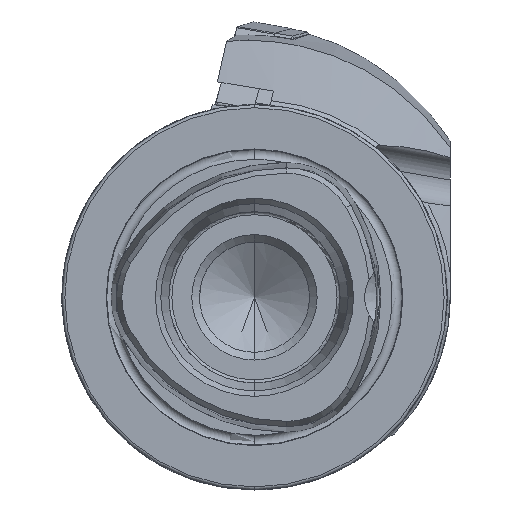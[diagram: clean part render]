
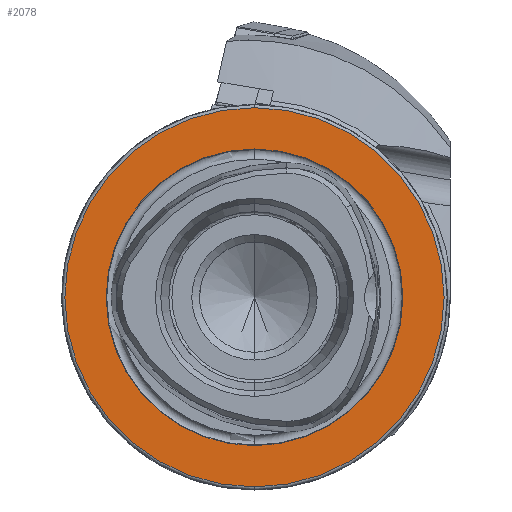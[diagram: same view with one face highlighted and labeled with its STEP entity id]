
A CAD part, left-side view. The second image highlights one B-rep face of the part: STEP entity #2078.
In plain terms, the highlighted planar face has unit normal (-1, 0, 0).
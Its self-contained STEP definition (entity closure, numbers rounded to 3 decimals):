
#269 = CIRCLE ( 'NONE', #8838, 24.25 ) ;
#276 = CIRCLE ( 'NONE', #8841, 31. ) ;
#1443 = EDGE_LOOP ( 'NONE', ( #9929, #9928 ) ) ;
#1486 = EDGE_LOOP ( 'NONE', ( #9931, #9930 ) ) ;
#2078 = ADVANCED_FACE ( 'NONE', ( #9433, #9430 ), #9996, .F. ) ;
#2567 = EDGE_CURVE ( 'NONE', #3975, #3988, #10847, .T. ) ;
#2568 = EDGE_CURVE ( 'NONE', #3876, #3779, #10848, .T. ) ;
#2804 = EDGE_CURVE ( 'NONE', #3779, #3876, #269, .T. ) ;
#2808 = EDGE_CURVE ( 'NONE', #3988, #3975, #276, .T. ) ;
#3779 = VERTEX_POINT ( 'NONE', #6468 ) ;
#3876 = VERTEX_POINT ( 'NONE', #6520 ) ;
#3975 = VERTEX_POINT ( 'NONE', #6603 ) ;
#3988 = VERTEX_POINT ( 'NONE', #6616 ) ;
#4622 = CARTESIAN_POINT ( 'NONE',  ( 0., 0., 0. ) ) ;
#4623 = DIRECTION ( 'NONE',  ( -1., 0., 0. ) ) ;
#4624 = DIRECTION ( 'NONE',  ( 0., 0., 1. ) ) ;
#4632 = CARTESIAN_POINT ( 'NONE',  ( 0., 0., 0. ) ) ;
#4633 = DIRECTION ( 'NONE',  ( -1., 0., 0. ) ) ;
#4634 = DIRECTION ( 'NONE',  ( 0., 0., 1. ) ) ;
#6468 = CARTESIAN_POINT ( 'NONE',  ( 0., 0., -24.25 ) ) ;
#6520 = CARTESIAN_POINT ( 'NONE',  ( 0., 0., 24.25 ) ) ;
#6603 = CARTESIAN_POINT ( 'NONE',  ( 0., 0., -31. ) ) ;
#6616 = CARTESIAN_POINT ( 'NONE',  ( 0., 0., 31. ) ) ;
#8613 = AXIS2_PLACEMENT_3D ( 'NONE', #9993, #9998, #9999 ) ;
#8758 = AXIS2_PLACEMENT_3D ( 'NONE', #11776, #11777, #11778 ) ;
#8759 = AXIS2_PLACEMENT_3D ( 'NONE', #11780, #11781, #11782 ) ;
#8838 = AXIS2_PLACEMENT_3D ( 'NONE', #4622, #4623, #4624 ) ;
#8841 = AXIS2_PLACEMENT_3D ( 'NONE', #4632, #4633, #4634 ) ;
#9430 = FACE_OUTER_BOUND ( 'NONE', #1443, .T. ) ;
#9433 = FACE_BOUND ( 'NONE', #1486, .T. ) ;
#9928 = ORIENTED_EDGE ( 'NONE', *, *, #2567, .T. ) ;
#9929 = ORIENTED_EDGE ( 'NONE', *, *, #2808, .T. ) ;
#9930 = ORIENTED_EDGE ( 'NONE', *, *, #2804, .F. ) ;
#9931 = ORIENTED_EDGE ( 'NONE', *, *, #2568, .F. ) ;
#9993 = CARTESIAN_POINT ( 'NONE',  ( 0., 24.25, 0. ) ) ;
#9996 = PLANE ( 'NONE',  #8613 ) ;
#9998 = DIRECTION ( 'NONE',  ( 1., 0., 0. ) ) ;
#9999 = DIRECTION ( 'NONE',  ( 0., 0., -1. ) ) ;
#10847 = CIRCLE ( 'NONE', #8758, 31. ) ;
#10848 = CIRCLE ( 'NONE', #8759, 24.25 ) ;
#11776 = CARTESIAN_POINT ( 'NONE',  ( 0., 0., 0. ) ) ;
#11777 = DIRECTION ( 'NONE',  ( -1., 0., 0. ) ) ;
#11778 = DIRECTION ( 'NONE',  ( 0., 0., 1. ) ) ;
#11780 = CARTESIAN_POINT ( 'NONE',  ( 0., 0., 0. ) ) ;
#11781 = DIRECTION ( 'NONE',  ( -1., 0., 0. ) ) ;
#11782 = DIRECTION ( 'NONE',  ( 0., 0., 1. ) ) ;
